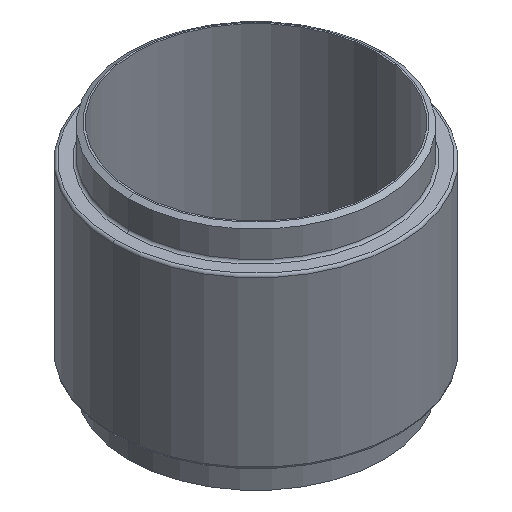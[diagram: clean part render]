
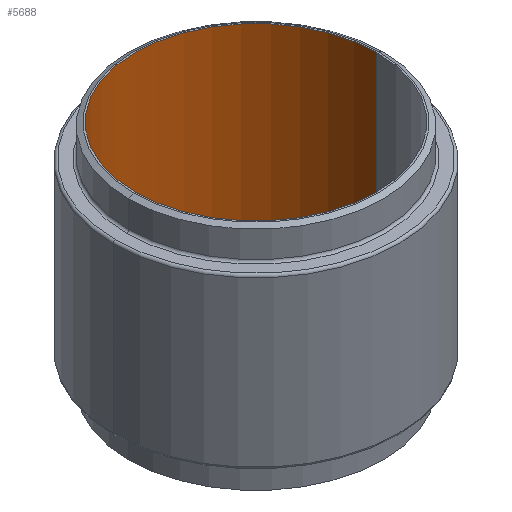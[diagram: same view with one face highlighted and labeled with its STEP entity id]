
A CAD part, isometric view. The second image highlights one B-rep face of the part: STEP entity #5688.
In plain terms, the highlighted cylindrical face has radius 153.95 mm (diameter 307.9 mm), a partial arc.
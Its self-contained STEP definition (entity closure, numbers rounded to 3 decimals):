
#1937 = CARTESIAN_POINT ( 'NONE',  ( -153.95, 0., 0. ) ) ;
#2035 = CARTESIAN_POINT ( 'NONE',  ( 0., 0., -295. ) ) ;
#3022 = ORIENTED_EDGE ( 'NONE', *, *, #11436, .T. ) ;
#4662 = EDGE_CURVE ( 'NONE', #27139, #29309, #11183, .T. ) ;
#4981 = CARTESIAN_POINT ( 'NONE',  ( 153.95, 0., 0. ) ) ;
#5688 = ADVANCED_FACE ( 'NONE', ( #6834 ), #30309, .F. ) ;
#6523 = EDGE_LOOP ( 'NONE', ( #11740, #14617, #3022, #28988 ) ) ;
#6834 = FACE_OUTER_BOUND ( 'NONE', #6523, .T. ) ;
#9053 = DIRECTION ( 'NONE',  ( 0., 0., 1. ) ) ;
#9121 = VERTEX_POINT ( 'NONE', #13612 ) ;
#9348 = CARTESIAN_POINT ( 'NONE',  ( 153.95, 0., 0. ) ) ;
#9859 = VECTOR ( 'NONE', #9053, 1000. ) ;
#10669 = EDGE_CURVE ( 'NONE', #26488, #29309, #13353, .T. ) ;
#11183 = LINE ( 'NONE', #1937, #30269 ) ;
#11436 = EDGE_CURVE ( 'NONE', #9121, #26488, #30515, .T. ) ;
#11740 = ORIENTED_EDGE ( 'NONE', *, *, #4662, .F. ) ;
#13353 = CIRCLE ( 'NONE', #14819, 153.95 ) ;
#13612 = CARTESIAN_POINT ( 'NONE',  ( 153.95, 0., -295. ) ) ;
#14402 = CARTESIAN_POINT ( 'NONE',  ( 0., 0., 0. ) ) ;
#14617 = ORIENTED_EDGE ( 'NONE', *, *, #28011, .F. ) ;
#14819 = AXIS2_PLACEMENT_3D ( 'NONE', #15661, #24774, #17973 ) ;
#15661 = CARTESIAN_POINT ( 'NONE',  ( 0., 0., 0. ) ) ;
#15767 = DIRECTION ( 'NONE',  ( 1., 0., 0. ) ) ;
#16842 = DIRECTION ( 'NONE',  ( 0., 0., 1. ) ) ;
#17307 = CARTESIAN_POINT ( 'NONE',  ( -153.95, 0., -295. ) ) ;
#17973 = DIRECTION ( 'NONE',  ( 1., 0., 0. ) ) ;
#18082 = CARTESIAN_POINT ( 'NONE',  ( -153.95, 0., 0. ) ) ;
#19570 = CIRCLE ( 'NONE', #26486, 153.95 ) ;
#21163 = DIRECTION ( 'NONE',  ( 0., 0., 1. ) ) ;
#23653 = DIRECTION ( 'NONE',  ( 1., 0., 0. ) ) ;
#24774 = DIRECTION ( 'NONE',  ( 0., 0., 1. ) ) ;
#26486 = AXIS2_PLACEMENT_3D ( 'NONE', #2035, #21163, #15767 ) ;
#26488 = VERTEX_POINT ( 'NONE', #4981 ) ;
#27139 = VERTEX_POINT ( 'NONE', #17307 ) ;
#27818 = AXIS2_PLACEMENT_3D ( 'NONE', #14402, #16842, #23653 ) ;
#28011 = EDGE_CURVE ( 'NONE', #9121, #27139, #19570, .T. ) ;
#28988 = ORIENTED_EDGE ( 'NONE', *, *, #10669, .T. ) ;
#29309 = VERTEX_POINT ( 'NONE', #18082 ) ;
#29574 = DIRECTION ( 'NONE',  ( 0., 0., 1. ) ) ;
#30269 = VECTOR ( 'NONE', #29574, 1000. ) ;
#30309 = CYLINDRICAL_SURFACE ( 'NONE', #27818, 153.95 ) ;
#30515 = LINE ( 'NONE', #9348, #9859 ) ;
